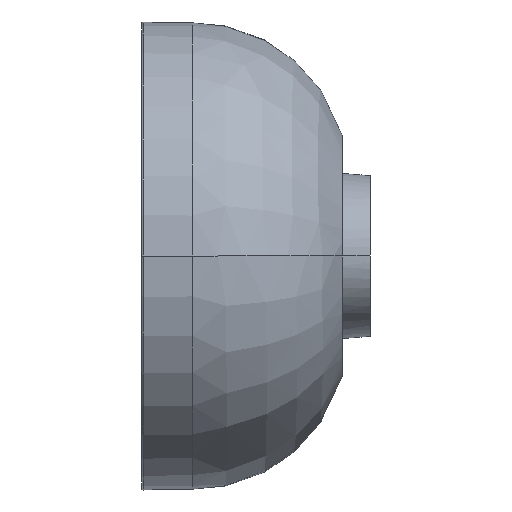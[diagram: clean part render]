
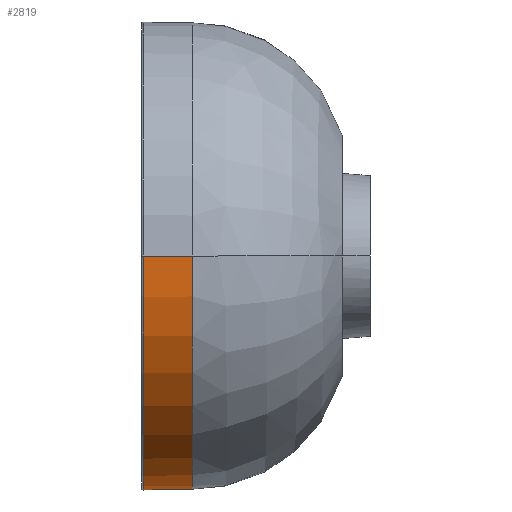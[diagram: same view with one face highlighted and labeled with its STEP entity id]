
A CAD part, left-side view. The second image highlights one B-rep face of the part: STEP entity #2819.
In plain terms, the highlighted conical face has half-angle 1 degrees and reference radius 175 mm.
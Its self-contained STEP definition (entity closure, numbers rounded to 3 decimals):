
#220 = CARTESIAN_POINT ( 'NONE',  ( -200., -38., 0. ) ) ;
#595 = CARTESIAN_POINT ( 'NONE',  ( -374.982, -1.017, 0. ) ) ;
#987 = EDGE_LOOP ( 'NONE', ( #12288, #5247, #12517, #13182 ) ) ;
#1426 = VERTEX_POINT ( 'NONE', #7961 ) ;
#1475 = DIRECTION ( 'NONE',  ( 0., -1., 0. ) ) ;
#1958 = CARTESIAN_POINT ( 'NONE',  ( -200., 0., 0. ) ) ;
#2022 = CARTESIAN_POINT ( 'NONE',  ( -200., 0., -175. ) ) ;
#2026 = CARTESIAN_POINT ( 'NONE',  ( -200., -38., -174.337 ) ) ;
#2053 = DIRECTION ( 'NONE',  ( 0., 0., -1. ) ) ;
#2813 = CARTESIAN_POINT ( 'NONE',  ( -200., -10025.743, 0. ) ) ;
#2819 = ADVANCED_FACE ( 'NONE', ( #11796 ), #4751, .T. ) ;
#4751 = CONICAL_SURFACE ( 'NONE', #5462, 175., 0.017 ) ;
#5036 = DIRECTION ( 'NONE',  ( -0.017, 1., 0. ) ) ;
#5172 = CARTESIAN_POINT ( 'NONE',  ( -200., -1.017, -174.982 ) ) ;
#5247 = ORIENTED_EDGE ( 'NONE', *, *, #6590, .T. ) ;
#5304 = AXIS2_PLACEMENT_3D ( 'NONE', #220, #1475, #8139 ) ;
#5359 = DIRECTION ( 'NONE',  ( 0., 1., -0.017 ) ) ;
#5462 = AXIS2_PLACEMENT_3D ( 'NONE', #1958, #12909, #13197 ) ;
#5521 = VECTOR ( 'NONE', #5359, 1000. ) ;
#5548 = DIRECTION ( 'NONE',  ( 0., -1., 0. ) ) ;
#6590 = EDGE_CURVE ( 'NONE', #11647, #12987, #9022, .T. ) ;
#6954 = EDGE_CURVE ( 'NONE', #13640, #12987, #11044, .T. ) ;
#7902 = VECTOR ( 'NONE', #5036, 1000. ) ;
#7961 = CARTESIAN_POINT ( 'NONE',  ( -374.337, -38., 0. ) ) ;
#8139 = DIRECTION ( 'NONE',  ( 0., 0., 1. ) ) ;
#9022 = CIRCLE ( 'NONE', #11853, 174.982 ) ;
#9793 = CIRCLE ( 'NONE', #5304, 174.337 ) ;
#11044 = LINE ( 'NONE', #2022, #5521 ) ;
#11305 = EDGE_CURVE ( 'NONE', #1426, #13640, #9793, .T. ) ;
#11481 = EDGE_CURVE ( 'NONE', #1426, #11647, #13086, .T. ) ;
#11647 = VERTEX_POINT ( 'NONE', #595 ) ;
#11796 = FACE_OUTER_BOUND ( 'NONE', #987, .T. ) ;
#11853 = AXIS2_PLACEMENT_3D ( 'NONE', #12187, #5548, #2053 ) ;
#12187 = CARTESIAN_POINT ( 'NONE',  ( -200., -1.017, 0. ) ) ;
#12288 = ORIENTED_EDGE ( 'NONE', *, *, #11481, .T. ) ;
#12517 = ORIENTED_EDGE ( 'NONE', *, *, #6954, .F. ) ;
#12909 = DIRECTION ( 'NONE',  ( 0., 1., 0. ) ) ;
#12987 = VERTEX_POINT ( 'NONE', #5172 ) ;
#13086 = LINE ( 'NONE', #2813, #7902 ) ;
#13182 = ORIENTED_EDGE ( 'NONE', *, *, #11305, .F. ) ;
#13197 = DIRECTION ( 'NONE',  ( 0., 0., 1. ) ) ;
#13640 = VERTEX_POINT ( 'NONE', #2026 ) ;
